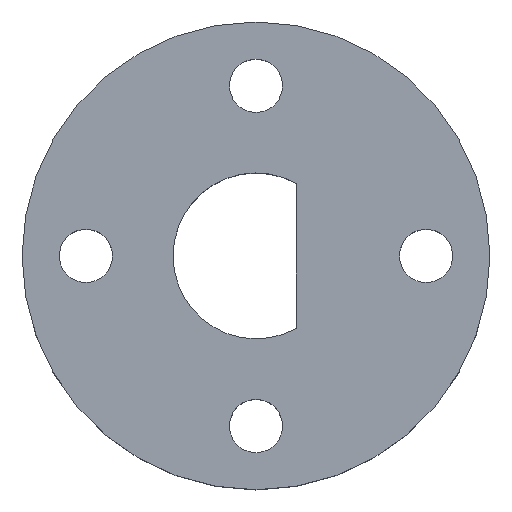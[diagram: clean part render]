
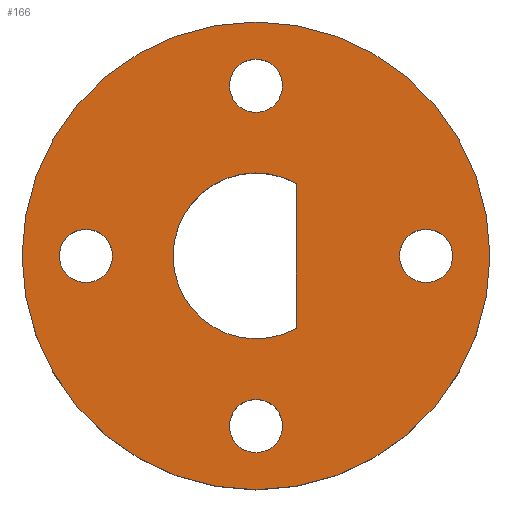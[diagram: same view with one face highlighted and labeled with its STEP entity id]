
A CAD part, top view. The second image highlights one B-rep face of the part: STEP entity #166.
In plain terms, the highlighted planar face has unit normal (0, 0, 1).
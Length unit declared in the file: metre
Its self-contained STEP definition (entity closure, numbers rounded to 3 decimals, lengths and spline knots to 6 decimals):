
#21=PLANE('',#200);
#26=LINE('',#277,#30);
#30=VECTOR('',#233,1.);
#49=ORIENTED_EDGE('',*,*,#75,.T.);
#50=ORIENTED_EDGE('',*,*,#65,.F.);
#51=ORIENTED_EDGE('',*,*,#74,.T.);
#52=ORIENTED_EDGE('',*,*,#71,.T.);
#53=ORIENTED_EDGE('',*,*,#69,.T.);
#54=ORIENTED_EDGE('',*,*,#67,.T.);
#55=ORIENTED_EDGE('',*,*,#77,.T.);
#65=EDGE_CURVE('',#81,#82,#94,.T.);
#67=EDGE_CURVE('',#83,#83,#95,.F.);
#69=EDGE_CURVE('',#85,#85,#97,.T.);
#71=EDGE_CURVE('',#87,#87,#99,.F.);
#74=EDGE_CURVE('',#81,#82,#26,.T.);
#75=EDGE_CURVE('',#89,#89,#101,.F.);
#77=EDGE_CURVE('',#91,#91,#103,.F.);
#81=VERTEX_POINT('',#256);
#82=VERTEX_POINT('',#258);
#83=VERTEX_POINT('',#262);
#85=VERTEX_POINT('',#267);
#87=VERTEX_POINT('',#272);
#89=VERTEX_POINT('',#280);
#91=VERTEX_POINT('',#285);
#94=CIRCLE('',#183,0.0039);
#95=CIRCLE('',#185,0.00125);
#97=CIRCLE('',#188,0.011);
#99=CIRCLE('',#191,0.00125);
#101=CIRCLE('',#195,0.00125);
#103=CIRCLE('',#198,0.00125);
#117=EDGE_LOOP('',(#49));
#118=EDGE_LOOP('',(#50,#51));
#119=EDGE_LOOP('',(#52));
#120=EDGE_LOOP('',(#53));
#121=EDGE_LOOP('',(#54));
#122=EDGE_LOOP('',(#55));
#141=FACE_BOUND('',#117,.T.);
#142=FACE_BOUND('',#118,.T.);
#143=FACE_BOUND('',#119,.T.);
#144=FACE_BOUND('',#120,.T.);
#145=FACE_BOUND('',#121,.T.);
#146=FACE_BOUND('',#122,.T.);
#166=ADVANCED_FACE('',(#141,#142,#143,#144,#145,#146),#21,.T.);
#183=AXIS2_PLACEMENT_3D('',#257,#209,#210);
#185=AXIS2_PLACEMENT_3D('',#261,#214,#215);
#188=AXIS2_PLACEMENT_3D('',#266,#220,#221);
#191=AXIS2_PLACEMENT_3D('',#271,#226,#227);
#195=AXIS2_PLACEMENT_3D('',#279,#236,#237);
#198=AXIS2_PLACEMENT_3D('',#284,#242,#243);
#200=AXIS2_PLACEMENT_3D('',#288,#246,#247);
#209=DIRECTION('',(0.,0.,1.));
#210=DIRECTION('',(1.,0.,0.));
#214=DIRECTION('',(0.,0.,1.));
#215=DIRECTION('',(0.,1.,0.));
#220=DIRECTION('',(0.,0.,1.));
#221=DIRECTION('',(0.,1.,0.));
#226=DIRECTION('',(0.,0.,1.));
#227=DIRECTION('',(0.,1.,0.));
#233=DIRECTION('',(0.,-1.,0.));
#236=DIRECTION('',(0.,0.,1.));
#237=DIRECTION('',(0.,1.,0.));
#242=DIRECTION('',(0.,0.,1.));
#243=DIRECTION('',(0.,1.,0.));
#246=DIRECTION('',(0.,0.,1.));
#247=DIRECTION('',(1.,0.,0.));
#256=CARTESIAN_POINT('',(0.0019,0.003406,0.02638));
#257=CARTESIAN_POINT('',(0.,0.,0.02638));
#258=CARTESIAN_POINT('',(0.0019,-0.003406,0.02638));
#261=CARTESIAN_POINT('',(0.008,0.,0.02638));
#262=CARTESIAN_POINT('',(0.008,0.00125,0.02638));
#266=CARTESIAN_POINT('',(0.,0.,0.02638));
#267=CARTESIAN_POINT('',(0.,0.011,0.02638));
#271=CARTESIAN_POINT('',(0.,-0.008,0.02638));
#272=CARTESIAN_POINT('',(0.,-0.00675,0.02638));
#277=CARTESIAN_POINT('',(0.0019,0.,0.02638));
#279=CARTESIAN_POINT('',(0.,0.008,0.02638));
#280=CARTESIAN_POINT('',(0.,0.00925,0.02638));
#284=CARTESIAN_POINT('',(-0.008,0.,0.02638));
#285=CARTESIAN_POINT('',(-0.008,0.00125,0.02638));
#288=CARTESIAN_POINT('',(0.,0.,0.02638));
